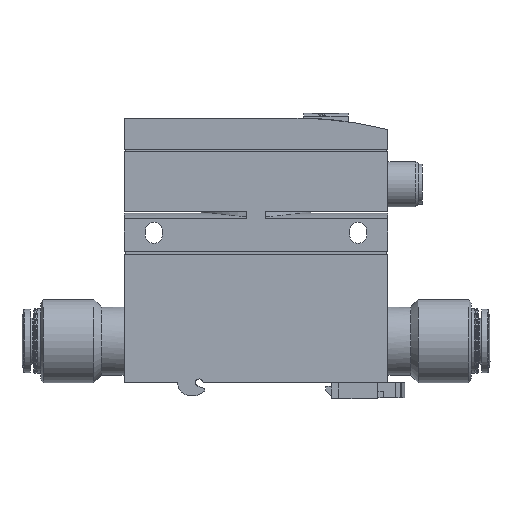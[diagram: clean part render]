
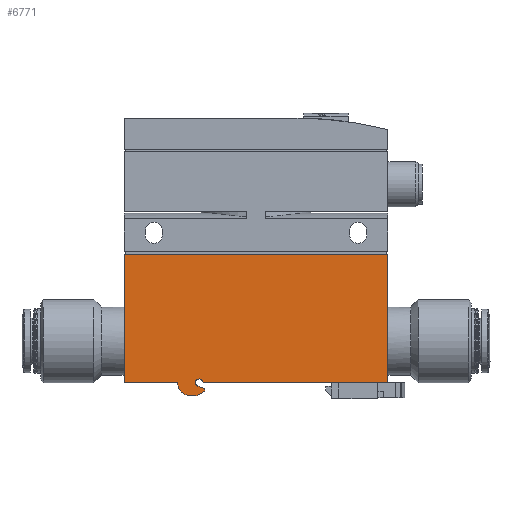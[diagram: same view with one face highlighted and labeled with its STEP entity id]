
A CAD part, left-side view. The second image highlights one B-rep face of the part: STEP entity #6771.
In plain terms, the highlighted face is planar.
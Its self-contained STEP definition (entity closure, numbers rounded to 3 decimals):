
#189=CIRCLE('',#7121,3.4);
#195=CIRCLE('',#7132,1.);
#562=ORIENTED_EDGE('',*,*,#1943,.F.);
#563=ORIENTED_EDGE('',*,*,#1929,.T.);
#564=ORIENTED_EDGE('',*,*,#1942,.T.);
#565=ORIENTED_EDGE('',*,*,#1900,.T.);
#566=ORIENTED_EDGE('',*,*,#1907,.T.);
#567=ORIENTED_EDGE('',*,*,#1910,.T.);
#568=ORIENTED_EDGE('',*,*,#1913,.T.);
#569=ORIENTED_EDGE('',*,*,#1916,.T.);
#570=ORIENTED_EDGE('',*,*,#1922,.F.);
#571=ORIENTED_EDGE('',*,*,#1924,.T.);
#572=ORIENTED_EDGE('',*,*,#1867,.T.);
#573=ORIENTED_EDGE('',*,*,#1739,.T.);
#1739=EDGE_CURVE('',#2445,#2444,#2934,.T.);
#1867=EDGE_CURVE('',#2568,#2445,#3012,.T.);
#1900=EDGE_CURVE('',#2593,#2592,#189,.T.);
#1907=EDGE_CURVE('',#2592,#2598,#3044,.T.);
#1910=EDGE_CURVE('',#2598,#2600,#3047,.T.);
#1913=EDGE_CURVE('',#2600,#2602,#3050,.T.);
#1916=EDGE_CURVE('',#2602,#2604,#3053,.T.);
#1922=EDGE_CURVE('',#2608,#2604,#195,.T.);
#1924=EDGE_CURVE('',#2608,#2568,#3057,.T.);
#1929=EDGE_CURVE('',#2613,#2614,#3061,.T.);
#1942=EDGE_CURVE('',#2614,#2593,#3074,.T.);
#1943=EDGE_CURVE('',#2613,#2444,#3075,.T.);
#2444=VERTEX_POINT('',#9032);
#2445=VERTEX_POINT('',#9034);
#2568=VERTEX_POINT('',#9346);
#2592=VERTEX_POINT('',#9408);
#2593=VERTEX_POINT('',#9410);
#2598=VERTEX_POINT('',#9422);
#2600=VERTEX_POINT('',#9428);
#2602=VERTEX_POINT('',#9434);
#2604=VERTEX_POINT('',#9440);
#2608=VERTEX_POINT('',#9451);
#2613=VERTEX_POINT('',#9466);
#2614=VERTEX_POINT('',#9467);
#2934=LINE('',#9033,#3444);
#3012=LINE('',#9345,#3522);
#3044=LINE('',#9423,#3554);
#3047=LINE('',#9429,#3557);
#3050=LINE('',#9435,#3560);
#3053=LINE('',#9441,#3563);
#3057=LINE('',#9455,#3567);
#3061=LINE('',#9465,#3571);
#3074=LINE('',#9487,#3584);
#3075=LINE('',#9489,#3585);
#3444=VECTOR('',#7546,1000.);
#3522=VECTOR('',#7736,1000.);
#3554=VECTOR('',#7798,1000.);
#3557=VECTOR('',#7803,1000.);
#3560=VECTOR('',#7808,1000.);
#3563=VECTOR('',#7813,1000.);
#3567=VECTOR('',#7829,1000.);
#3571=VECTOR('',#7837,1000.);
#3584=VECTOR('',#7852,1000.);
#3585=VECTOR('',#7855,1000.);
#3996=EDGE_LOOP('',(#562,#563,#564,#565,#566,#567,#568,#569,#570,#571,#572,
#573));
#4391=FACE_BOUND('',#3996,.T.);
#4766=PLANE('',#7137);
#6771=ADVANCED_FACE('',(#4391),#4766,.T.);
#7121=AXIS2_PLACEMENT_3D('',#9409,#7786,#7787);
#7132=AXIS2_PLACEMENT_3D('',#9452,#7824,#7825);
#7137=AXIS2_PLACEMENT_3D('',#9488,#7853,#7854);
#7546=DIRECTION('',(0.,0.,-1.));
#7736=DIRECTION('',(0.,-1.,0.));
#7786=DIRECTION('',(1.,0.,0.));
#7787=DIRECTION('',(0.,0.,-1.));
#7798=DIRECTION('',(0.,-1.,0.));
#7803=DIRECTION('',(0.,-0.866,-0.5));
#7808=DIRECTION('',(0.,0.,-1.));
#7813=DIRECTION('',(0.,0.94,-0.342));
#7824=DIRECTION('',(1.,0.,0.));
#7825=DIRECTION('',(0.,0.,-1.));
#7829=DIRECTION('',(0.,-0.707,0.707));
#7837=DIRECTION('',(0.,0.,1.));
#7852=DIRECTION('',(0.,-1.,0.));
#7853=DIRECTION('',(1.,0.,0.));
#7854=DIRECTION('',(0.,0.,-1.));
#7855=DIRECTION('',(0.,-1.,0.));
#9032=CARTESIAN_POINT('',(16.15,-34.9,-33.9));
#9033=CARTESIAN_POINT('',(16.15,-34.9,0.));
#9034=CARTESIAN_POINT('',(16.15,-34.9,0.));
#9345=CARTESIAN_POINT('',(16.15,13.9,0.));
#9346=CARTESIAN_POINT('',(16.15,13.9,0.));
#9408=CARTESIAN_POINT('',(16.15,17.35,3.4));
#9409=CARTESIAN_POINT('',(16.15,17.35,0.));
#9410=CARTESIAN_POINT('',(16.15,20.75,0.));
#9422=CARTESIAN_POINT('',(16.15,15.6,3.4));
#9423=CARTESIAN_POINT('',(16.15,17.35,3.4));
#9428=CARTESIAN_POINT('',(16.15,13.6,2.245));
#9429=CARTESIAN_POINT('',(16.15,15.6,3.4));
#9434=CARTESIAN_POINT('',(16.15,13.6,1.574));
#9435=CARTESIAN_POINT('',(16.15,13.6,2.245));
#9440=CARTESIAN_POINT('',(16.15,15.342,0.94));
#9441=CARTESIAN_POINT('',(16.15,13.6,1.574));
#9451=CARTESIAN_POINT('',(16.15,14.006,-0.106));
#9452=CARTESIAN_POINT('',(16.15,15.,0.));
#9455=CARTESIAN_POINT('',(16.15,14.006,-0.106));
#9465=CARTESIAN_POINT('',(16.15,34.9,-44.8));
#9466=CARTESIAN_POINT('',(16.15,34.9,-33.9));
#9467=CARTESIAN_POINT('',(16.15,34.9,0.));
#9487=CARTESIAN_POINT('',(16.15,34.9,0.));
#9488=CARTESIAN_POINT('',(16.15,15.,0.));
#9489=CARTESIAN_POINT('',(16.15,15.,-33.9));
